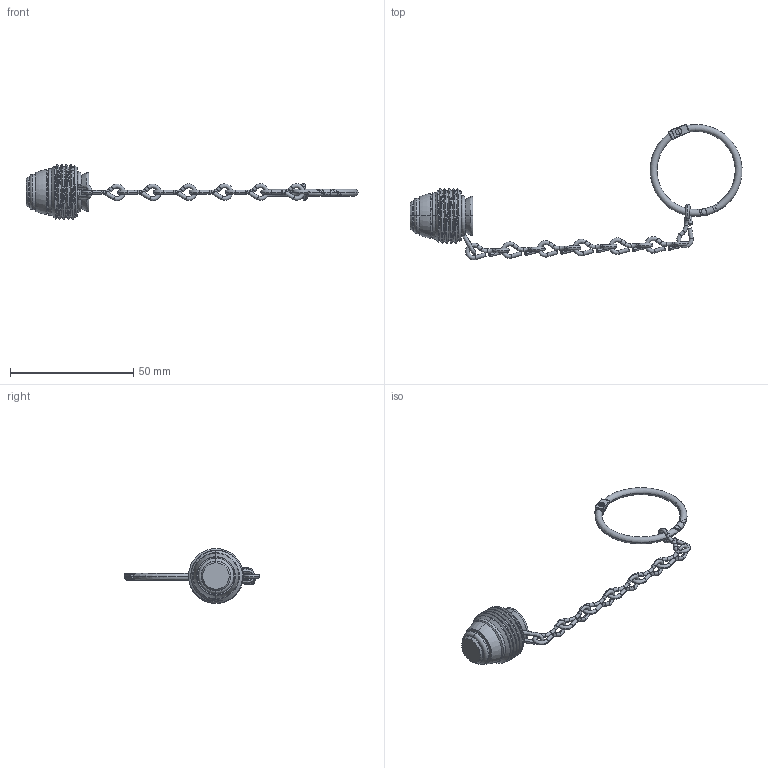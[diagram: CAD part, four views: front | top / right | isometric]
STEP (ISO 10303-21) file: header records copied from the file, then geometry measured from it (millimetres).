
FILE_DESCRIPTION (( 'STEP AP203' ), '1' );
FILE_NAME ('PLU-510BR-E.STEP', '2025-08-21T12:10:13', ( '' ), ( '' ), 'SwSTEP 2.0', 'SolidWorks 2018', '' );
FILE_SCHEMA (( 'CONFIG_CONTROL_DESIGN' ));
Length unit declared in the file: inch
Products named in the file (9): PRT-001079; PRT-002239_BRASS; PRT-002245_RING-1.187D HALF; ASY-000291; PRT-006983; PLU-510BR-E; PRT-004033; PRT-002255_SMALL PIN; ASY-000418_One Link Bent
Assembly tree (15 placements, depth 3):
  PLU-510BR-E
    PRT-001079
    PRT-006983
    PRT-004033
    ASY-000418_One Link Bent
      PRT-002239_BRASS  x7
    ASY-000291
      PRT-002245_RING-1.187D HALF  x2
      PRT-002255_SMALL PIN
Bounding box: 134.7 x 54.94 x 22.29 mm (x, y, z)
Volume: 6655.7 mm3; surface area: 5959 mm2
Topology: 13 solids, 13 shells, 335 faces, 781 edges, 453 vertices
Faces by surface type: cylinder 111, torus 84, plane 60, bspline 49, sphere 16, cone 15
Entity records: 10192 total; most frequent: CARTESIAN_POINT 5423, DIRECTION 771, ORIENTED_EDGE 768, EDGE_CURVE 384, AXIS2_PLACEMENT_3D 334, VERTEX_POINT 232, EDGE_LOOP 174, CIRCLE 168
